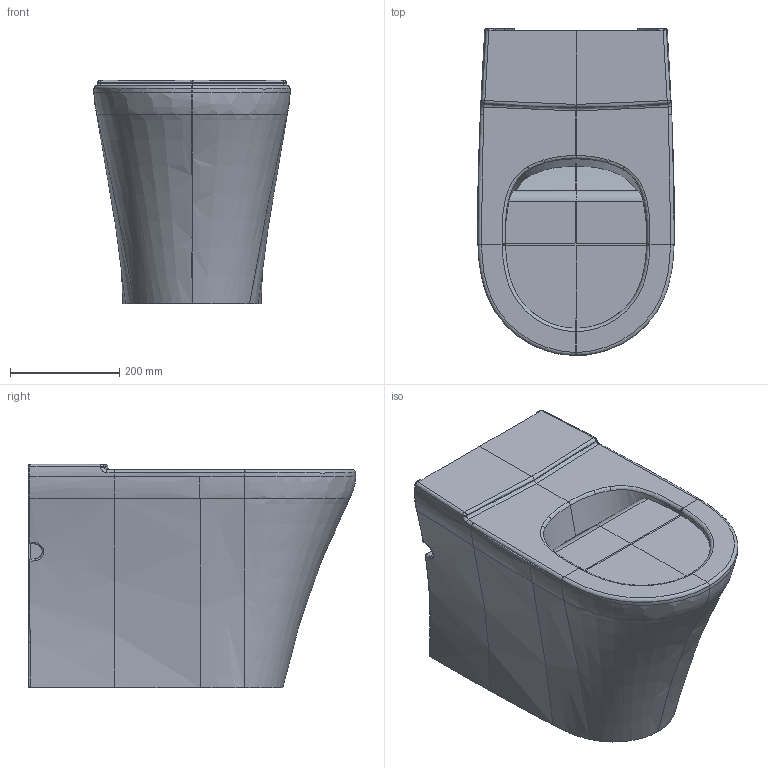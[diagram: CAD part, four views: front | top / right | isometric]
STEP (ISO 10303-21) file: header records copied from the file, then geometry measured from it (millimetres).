
FILE_DESCRIPTION(/* description */ (''),/* implementation_level */ '2;1');
FILE_NAME(/* name */ 'Onovo_Tulip_4625R0.stp',/* time_stamp */ '2019-12-04T06:58:58+01:00',/* author */ (''),/* organization */ (''),/* preprocessor_version */ 'ST-DEVELOPER v16.7',/* originating_system */ 'SIEMENS PLM Software NX 1863',/* authorisation */ '');
FILE_SCHEMA (('AUTOMOTIVE_DESIGN { 1 0 10303 214 3 1 1 1 }'));
Length unit declared in the file: millimetre
Products named in the file (1): Conz0EAC1DAFz2et
Bounding box: 360.32 x 600 x 410 mm (x, y, z)
Surface area: 1356643.4 mm2 (no closed solid volume)
Topology: 0 solids, 2 shells, 145 faces, 413 edges, 267 vertices
Faces by surface type: bspline 118, plane 11, extrusion 10, sphere 4, cylinder 2
Entity records: 14863 total; most frequent: CARTESIAN_POINT 12122, ORIENTED_EDGE 813, EDGE_CURVE 411, B_SPLINE_CURVE_WITH_KNOTS 339, VERTEX_POINT 267, DIRECTION 165, ADVANCED_FACE 145, FACE_OUTER_BOUND 145
